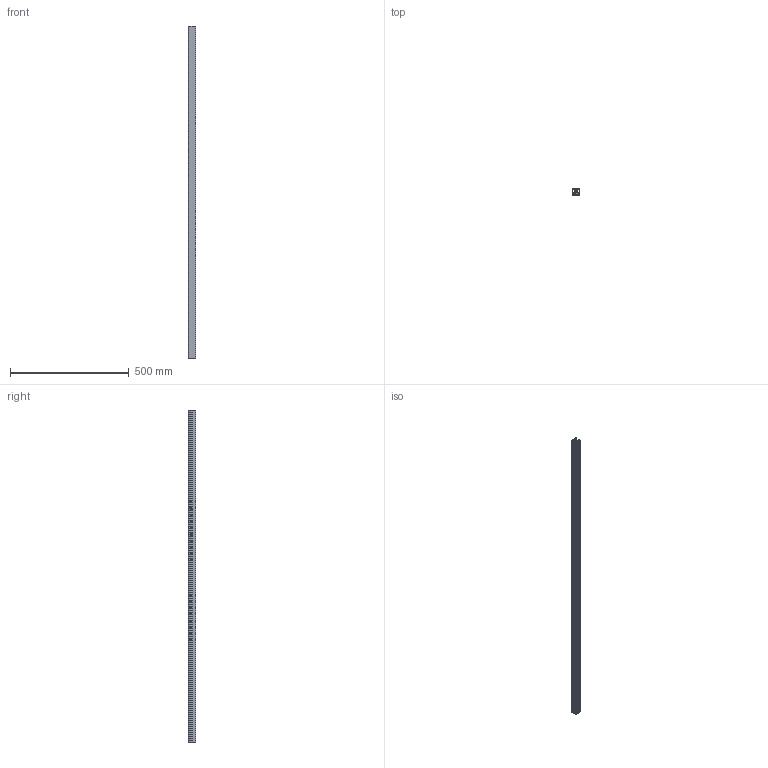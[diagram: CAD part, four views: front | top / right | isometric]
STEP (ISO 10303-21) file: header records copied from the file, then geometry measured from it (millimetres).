
FILE_DESCRIPTION (( 'STEP AP214' ), '1' );
FILE_NAME ('333F Ïðîôèëü àëþìèíèåâûé 30õ30F (Àí. ñåðåáðî).STEP', '2026-03-12T08:57:34', ( '' ), ( '' ), 'SwSTEP 2.0', 'SolidWorks 2026', '' );
FILE_SCHEMA (( 'AUTOMOTIVE_DESIGN' ));
Length unit declared in the file: millimetre
Products named in the file (1): 333F Профиль алюминиевый 30х30F (Ан. серебро)
Bounding box: 30 x 30 x 1400 mm (x, y, z)
Volume: 472193.7 mm3; surface area: 427442.2 mm2
Topology: 1 solids, 1 shells, 147 faces, 435 edges, 290 vertices
Faces by surface type: plane 92, cylinder 55
Entity records: 4946 total; most frequent: CARTESIAN_POINT 873, ORIENTED_EDGE 870, DIRECTION 841, EDGE_CURVE 435, LINE 325, VECTOR 325, VERTEX_POINT 290, AXIS2_PLACEMENT_3D 258
